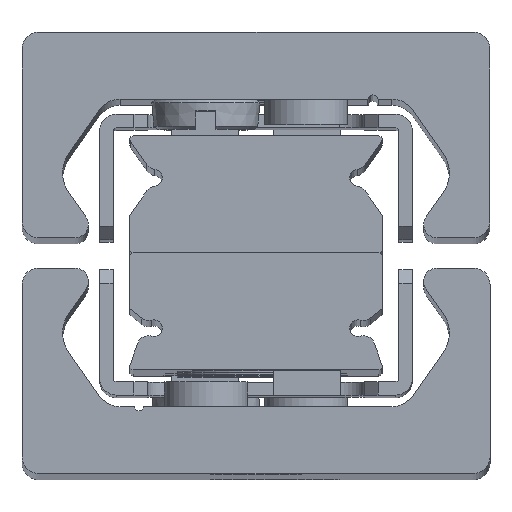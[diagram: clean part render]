
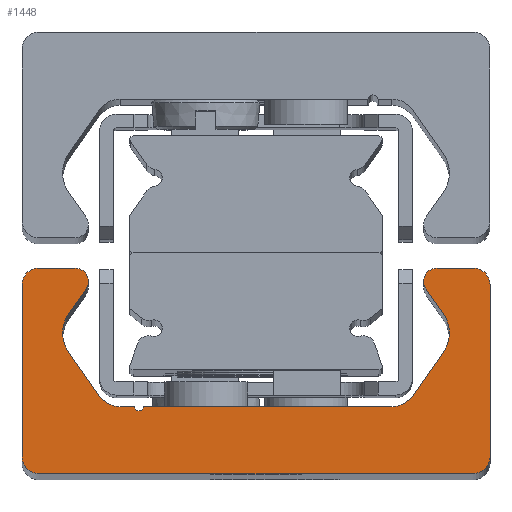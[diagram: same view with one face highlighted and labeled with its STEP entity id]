
A CAD part, top view. The second image highlights one B-rep face of the part: STEP entity #1448.
In plain terms, the highlighted planar face has unit normal (0, 0, 1).
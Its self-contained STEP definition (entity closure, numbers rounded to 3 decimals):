
#578=CARTESIAN_POINT('',(7.0,0.0,210.0));
#579=VERTEX_POINT('',#578);
#580=CARTESIAN_POINT('',(6.,1.0,210.0));
#581=VERTEX_POINT('',#580);
#582=CARTESIAN_POINT('',(7.0,1.0,210.0));
#583=DIRECTION('',(0.0,0.0,-1.0));
#584=DIRECTION('',(-1.0,0.0,0.0));
#585=AXIS2_PLACEMENT_3D('',#582,#583,#584);
#586=CIRCLE('',#585,1.0);
#587=EDGE_CURVE('',#579,#581,#586,.T.);
#620=CARTESIAN_POINT('',(6.,11.3,210.0));
#621=VERTEX_POINT('',#620);
#622=CARTESIAN_POINT('',(6.,1.0,210.0));
#623=DIRECTION('',(0.0,1.0,0.0));
#624=VECTOR('',#623,10.3);
#625=LINE('',#622,#624);
#626=EDGE_CURVE('',#581,#621,#625,.T.);
#651=CARTESIAN_POINT('',(7.0,12.3,210.0));
#652=VERTEX_POINT('',#651);
#653=CARTESIAN_POINT('',(7.0,11.3,210.0));
#654=DIRECTION('',(0.0,0.0,-1.0));
#655=DIRECTION('',(0.0,1.0,0.0));
#656=AXIS2_PLACEMENT_3D('',#653,#654,#655);
#657=CIRCLE('',#656,1.);
#658=EDGE_CURVE('',#621,#652,#657,.T.);
#684=CARTESIAN_POINT('',(9.17,12.3,210.0));
#685=VERTEX_POINT('',#684);
#686=CARTESIAN_POINT('',(7.0,12.3,210.0));
#687=DIRECTION('',(1.0,0.0,0.0));
#688=VECTOR('',#687,2.17);
#689=LINE('',#686,#688);
#690=EDGE_CURVE('',#652,#685,#689,.T.);
#715=CARTESIAN_POINT('',(9.826,11.041,210.0));
#716=VERTEX_POINT('',#715);
#717=CARTESIAN_POINT('',(9.17,11.5,210.0));
#718=DIRECTION('',(0.0,0.0,-1.0));
#719=DIRECTION('',(0.819,-0.574,0.0));
#720=AXIS2_PLACEMENT_3D('',#717,#718,#719);
#721=CIRCLE('',#720,0.8);
#722=EDGE_CURVE('',#685,#716,#721,.T.);
#748=CARTESIAN_POINT('',(8.794,9.567,210.0));
#749=VERTEX_POINT('',#748);
#750=CARTESIAN_POINT('',(9.826,11.041,210.0));
#751=DIRECTION('',(-0.574,-0.819,0.0));
#752=VECTOR('',#751,1.799);
#753=LINE('',#750,#752);
#754=EDGE_CURVE('',#716,#749,#753,.T.);
#779=CARTESIAN_POINT('',(8.794,7.273,210.0));
#780=VERTEX_POINT('',#779);
#781=CARTESIAN_POINT('',(10.432,8.42,210.0));
#782=DIRECTION('',(0.0,0.0,1.0));
#783=DIRECTION('',(0.819,-0.574,0.0));
#784=AXIS2_PLACEMENT_3D('',#781,#782,#783);
#785=CIRCLE('',#784,2.0);
#786=EDGE_CURVE('',#749,#780,#785,.T.);
#812=CARTESIAN_POINT('',(10.637,4.64,210.0));
#813=VERTEX_POINT('',#812);
#814=CARTESIAN_POINT('',(8.794,7.273,210.0));
#815=DIRECTION('',(0.574,-0.819,0.0));
#816=VECTOR('',#815,3.215);
#817=LINE('',#814,#816);
#818=EDGE_CURVE('',#780,#813,#817,.T.);
#843=CARTESIAN_POINT('',(11.866,4.0,210.0));
#844=VERTEX_POINT('',#843);
#845=CARTESIAN_POINT('',(11.866,5.5,210.0));
#846=DIRECTION('',(0.0,0.0,1.0));
#847=DIRECTION('',(0.819,0.574,0.0));
#848=AXIS2_PLACEMENT_3D('',#845,#846,#847);
#849=CIRCLE('',#848,1.5);
#850=EDGE_CURVE('',#813,#844,#849,.T.);
#876=CARTESIAN_POINT('',(12.665,4.0,210.0));
#877=VERTEX_POINT('',#876);
#878=CARTESIAN_POINT('',(11.866,4.0,210.0));
#879=DIRECTION('',(1.0,0.0,0.0));
#880=VECTOR('',#879,0.798);
#881=LINE('',#878,#880);
#882=EDGE_CURVE('',#844,#877,#881,.T.);
#907=CARTESIAN_POINT('',(12.76,3.929,210.0));
#908=VERTEX_POINT('',#907);
#909=CARTESIAN_POINT('',(12.665,3.9,210.0));
#910=DIRECTION('',(0.0,0.0,-1.0));
#911=DIRECTION('',(0.958,0.286,0.0));
#912=AXIS2_PLACEMENT_3D('',#909,#910,#911);
#913=CIRCLE('',#912,0.1);
#914=EDGE_CURVE('',#877,#908,#913,.T.);
#940=CARTESIAN_POINT('',(13.24,3.929,210.0));
#941=VERTEX_POINT('',#940);
#942=CARTESIAN_POINT('',(13.,4.0,210.0));
#943=DIRECTION('',(0.0,0.0,1.));
#944=DIRECTION('',(0.958,0.286,0.0));
#945=AXIS2_PLACEMENT_3D('',#942,#943,#944);
#946=CIRCLE('',#945,0.25);
#947=EDGE_CURVE('',#908,#941,#946,.T.);
#973=CARTESIAN_POINT('',(13.335,4.0,210.0));
#974=VERTEX_POINT('',#973);
#975=CARTESIAN_POINT('',(13.335,3.9,210.0));
#976=DIRECTION('',(0.0,0.0,-1.0));
#977=DIRECTION('',(0.0,1.0,0.0));
#978=AXIS2_PLACEMENT_3D('',#975,#976,#977);
#979=CIRCLE('',#978,0.1);
#980=EDGE_CURVE('',#941,#974,#979,.T.);
#1006=CARTESIAN_POINT('',(28.134,4.,210.0));
#1007=VERTEX_POINT('',#1006);
#1008=CARTESIAN_POINT('',(13.335,4.0,210.0));
#1009=DIRECTION('',(1.0,0.0,0.0));
#1010=VECTOR('',#1009,14.798);
#1011=LINE('',#1008,#1010);
#1012=EDGE_CURVE('',#974,#1007,#1011,.T.);
#1058=CARTESIAN_POINT('',(29.363,4.64,210.0));
#1059=VERTEX_POINT('',#1058);
#1060=CARTESIAN_POINT('',(28.134,5.5,210.0));
#1061=DIRECTION('',(0.0,0.0,1.0));
#1062=DIRECTION('',(0.0,1.0,0.0));
#1063=AXIS2_PLACEMENT_3D('',#1060,#1061,#1062);
#1064=CIRCLE('',#1063,1.5);
#1065=EDGE_CURVE('',#1007,#1059,#1064,.T.);
#1091=CARTESIAN_POINT('',(31.206,7.273,210.0));
#1092=VERTEX_POINT('',#1091);
#1093=CARTESIAN_POINT('',(29.363,4.64,210.0));
#1094=DIRECTION('',(0.574,0.819,0.0));
#1095=VECTOR('',#1094,3.215);
#1096=LINE('',#1093,#1095);
#1097=EDGE_CURVE('',#1059,#1092,#1096,.T.);
#1122=CARTESIAN_POINT('',(31.206,9.567,210.0));
#1123=VERTEX_POINT('',#1122);
#1124=CARTESIAN_POINT('',(29.568,8.42,210.0));
#1125=DIRECTION('',(0.0,0.0,1.));
#1126=DIRECTION('',(-0.819,0.574,0.0));
#1127=AXIS2_PLACEMENT_3D('',#1124,#1125,#1126);
#1128=CIRCLE('',#1127,2.0);
#1129=EDGE_CURVE('',#1092,#1123,#1128,.T.);
#1155=CARTESIAN_POINT('',(30.174,11.041,210.0));
#1156=VERTEX_POINT('',#1155);
#1157=CARTESIAN_POINT('',(31.206,9.567,210.0));
#1158=DIRECTION('',(-0.574,0.819,0.0));
#1159=VECTOR('',#1158,1.799);
#1160=LINE('',#1157,#1159);
#1161=EDGE_CURVE('',#1123,#1156,#1160,.T.);
#1186=CARTESIAN_POINT('',(30.83,12.3,210.0));
#1187=VERTEX_POINT('',#1186);
#1188=CARTESIAN_POINT('',(30.83,11.5,210.0));
#1189=DIRECTION('',(0.0,0.0,-1.0));
#1190=DIRECTION('',(0.0,1.0,0.0));
#1191=AXIS2_PLACEMENT_3D('',#1188,#1189,#1190);
#1192=CIRCLE('',#1191,0.8);
#1193=EDGE_CURVE('',#1156,#1187,#1192,.T.);
#1219=CARTESIAN_POINT('',(33.0,12.3,210.0));
#1220=VERTEX_POINT('',#1219);
#1221=CARTESIAN_POINT('',(30.83,12.3,210.0));
#1222=DIRECTION('',(1.0,0.0,0.0));
#1223=VECTOR('',#1222,2.17);
#1224=LINE('',#1221,#1223);
#1225=EDGE_CURVE('',#1187,#1220,#1224,.T.);
#1250=CARTESIAN_POINT('',(34.0,11.3,210.0));
#1251=VERTEX_POINT('',#1250);
#1252=CARTESIAN_POINT('',(33.0,11.3,210.0));
#1253=DIRECTION('',(0.0,0.0,-1.0));
#1254=DIRECTION('',(1.0,0.0,0.0));
#1255=AXIS2_PLACEMENT_3D('',#1252,#1253,#1254);
#1256=CIRCLE('',#1255,1.);
#1257=EDGE_CURVE('',#1220,#1251,#1256,.T.);
#1283=CARTESIAN_POINT('',(34.0,1.0,210.0));
#1284=VERTEX_POINT('',#1283);
#1285=CARTESIAN_POINT('',(34.0,11.3,210.0));
#1286=DIRECTION('',(0.0,-1.0,0.0));
#1287=VECTOR('',#1286,10.3);
#1288=LINE('',#1285,#1287);
#1289=EDGE_CURVE('',#1251,#1284,#1288,.T.);
#1314=CARTESIAN_POINT('',(33.0,0.0,210.0));
#1315=VERTEX_POINT('',#1314);
#1316=CARTESIAN_POINT('',(33.0,1.0,210.0));
#1317=DIRECTION('',(0.0,0.0,-1.0));
#1318=DIRECTION('',(0.0,-1.0,0.0));
#1319=AXIS2_PLACEMENT_3D('',#1316,#1317,#1318);
#1320=CIRCLE('',#1319,1.0);
#1321=EDGE_CURVE('',#1284,#1315,#1320,.T.);
#1347=CARTESIAN_POINT('',(33.0,0.0,210.0));
#1348=DIRECTION('',(-1.0,0.0,0.0));
#1349=VECTOR('',#1348,26.0);
#1350=LINE('',#1347,#1349);
#1351=EDGE_CURVE('',#1315,#579,#1350,.T.);
#1417=CARTESIAN_POINT('',(19.983,4.783,210.0));
#1418=DIRECTION('',(0.0,0.0,1.0));
#1419=DIRECTION('',(1.0,0.0,0.0));
#1420=AXIS2_PLACEMENT_3D('',#1417,#1418,#1419);
#1421=PLANE('',#1420);
#1422=ORIENTED_EDGE('',*,*,#587,.F.);
#1423=ORIENTED_EDGE('',*,*,#1351,.F.);
#1424=ORIENTED_EDGE('',*,*,#1321,.F.);
#1425=ORIENTED_EDGE('',*,*,#1289,.F.);
#1426=ORIENTED_EDGE('',*,*,#1257,.F.);
#1427=ORIENTED_EDGE('',*,*,#1225,.F.);
#1428=ORIENTED_EDGE('',*,*,#1193,.F.);
#1429=ORIENTED_EDGE('',*,*,#1161,.F.);
#1430=ORIENTED_EDGE('',*,*,#1129,.F.);
#1431=ORIENTED_EDGE('',*,*,#1097,.F.);
#1432=ORIENTED_EDGE('',*,*,#1065,.F.);
#1433=ORIENTED_EDGE('',*,*,#1012,.F.);
#1434=ORIENTED_EDGE('',*,*,#980,.F.);
#1435=ORIENTED_EDGE('',*,*,#947,.F.);
#1436=ORIENTED_EDGE('',*,*,#914,.F.);
#1437=ORIENTED_EDGE('',*,*,#882,.F.);
#1438=ORIENTED_EDGE('',*,*,#850,.F.);
#1439=ORIENTED_EDGE('',*,*,#818,.F.);
#1440=ORIENTED_EDGE('',*,*,#786,.F.);
#1441=ORIENTED_EDGE('',*,*,#754,.F.);
#1442=ORIENTED_EDGE('',*,*,#722,.F.);
#1443=ORIENTED_EDGE('',*,*,#690,.F.);
#1444=ORIENTED_EDGE('',*,*,#658,.F.);
#1445=ORIENTED_EDGE('',*,*,#626,.F.);
#1446=EDGE_LOOP('',(#1422,#1423,#1424,#1425,#1426,#1427,#1428,#1429,#1430,#1431,#1432,#1433,#1434,#1435,#1436,#1437,#1438,#1439,#1440,#1441,#1442,#1443,#1444,#1445));
#1447=FACE_OUTER_BOUND('',#1446,.T.);
#1448=ADVANCED_FACE('',(#1447),#1421,.T.);
